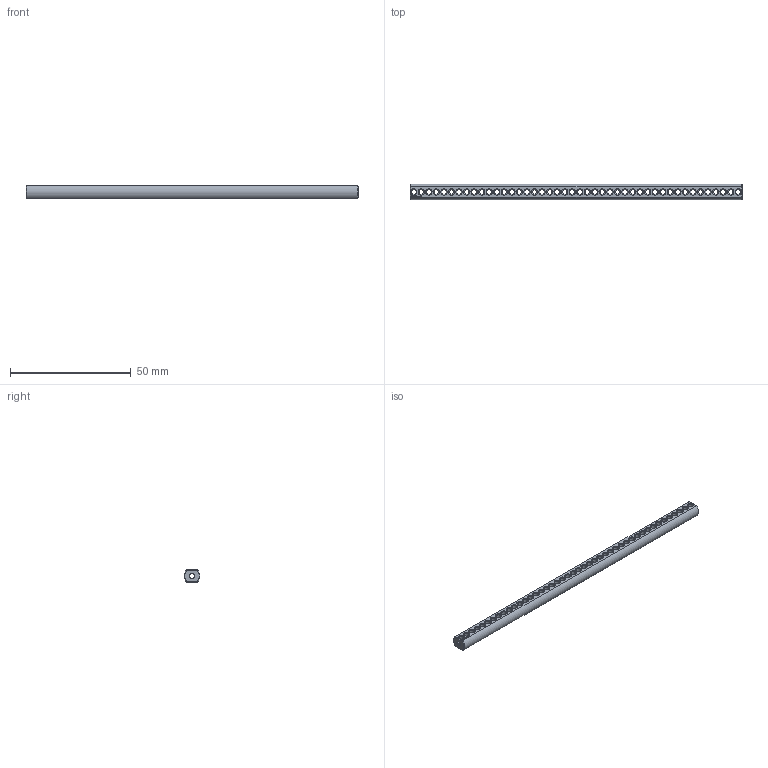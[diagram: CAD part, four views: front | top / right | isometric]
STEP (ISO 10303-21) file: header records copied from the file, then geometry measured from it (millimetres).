
FILE_DESCRIPTION(('FreeCAD Model'),'2;1');
FILE_NAME('Open CASCADE Shape Model','2024-06-18T13:15:38',(''),(''), 'Open CASCADE STEP processor 7.6','FreeCAD','Unknown');
FILE_SCHEMA(('AUTOMOTIVE_DESIGN { 1 0 10303 214 1 1 1 1 }'));
Length unit declared in the file: millimetre
Products named in the file (1): Shaft IDX BU11.00 - SPN-SFT-0164 (stemfie.org)
Bounding box: 137.5 x 6.6 x 5 mm (x, y, z)
Volume: 3137.6 mm3; surface area: 3970.2 mm2
Topology: 1 solids, 1 shells, 690 faces, 2063 edges, 1314 vertices
Faces by surface type: plane 323, extrusion 140, cylinder 135, cone 92
Full cylindrical faces by diameter (mm): 2 x133
Entity records: 23687 total; most frequent: CARTESIAN_POINT 4908, ORIENTED_EDGE 4126, DIRECTION 3579, EDGE_CURVE 2063, VECTOR 1369, VERTEX_POINT 1314, LINE 1229, AXIS2_PLACEMENT_3D 1105
